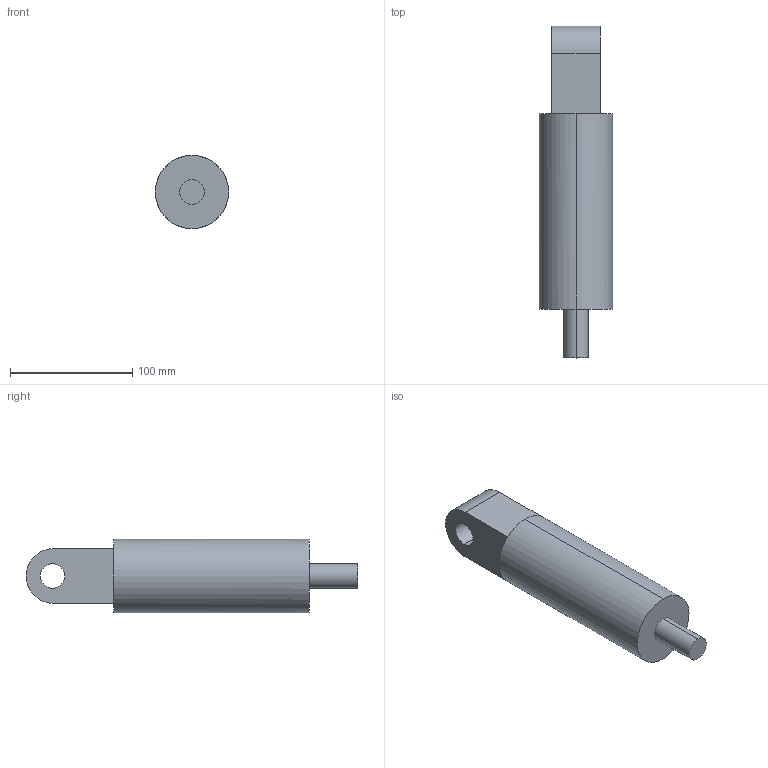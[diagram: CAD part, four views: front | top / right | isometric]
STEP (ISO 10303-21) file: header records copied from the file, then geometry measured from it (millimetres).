
FILE_DESCRIPTION (( 'STEP AP203' ), '1' );
FILE_NAME ('Khau3-1_Default_sldprt.STEP', '2024-04-09T09:07:58', ( '' ), ( '' ), 'SwSTEP 2.0', 'SolidWorks 2021', '' );
FILE_SCHEMA (( 'CONFIG_CONTROL_DESIGN' ));
Length unit declared in the file: millimetre
Products named in the file (1): Khau3-1_Default_sldprt
Bounding box: 60 x 271.68 x 60 mm (x, y, z)
Volume: 572022.8 mm3; surface area: 51160.3 mm2
Topology: 1 solids, 1 shells, 17 faces, 34 edges, 20 vertices
Faces by surface type: plane 10, cylinder 7
Entity records: 523 total; most frequent: DIRECTION 88, CARTESIAN_POINT 72, ORIENTED_EDGE 68, AXIS2_PLACEMENT_3D 36, EDGE_CURVE 34, EDGE_LOOP 20, VERTEX_POINT 20, CIRCLE 18
